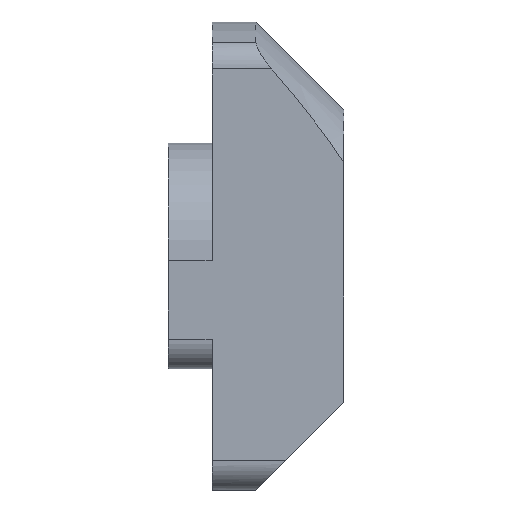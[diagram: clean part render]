
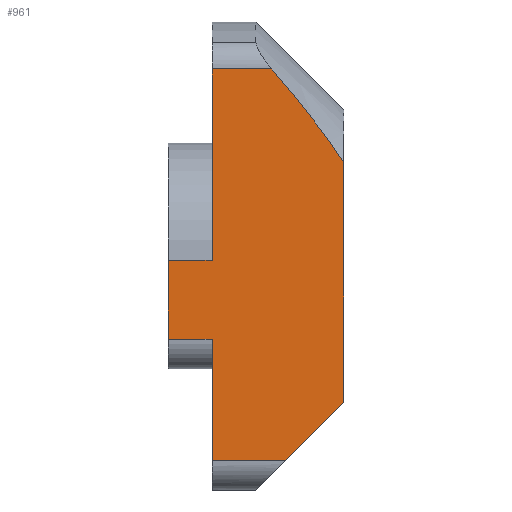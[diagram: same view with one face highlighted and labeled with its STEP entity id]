
A CAD part, left-side view. The second image highlights one B-rep face of the part: STEP entity #961.
In plain terms, the highlighted planar face has unit normal (-1, 0, 0).
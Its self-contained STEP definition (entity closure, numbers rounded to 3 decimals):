
#3 = LINE ( 'NONE', #801, #723 ) ;
#10 = CARTESIAN_POINT ( 'NONE',  ( -3.85, 0., -0.15 ) ) ;
#13 = LINE ( 'NONE', #117, #783 ) ;
#18 = VERTEX_POINT ( 'NONE', #279 ) ;
#20 = DIRECTION ( 'NONE',  ( 0., -1., 0. ) ) ;
#41 = CARTESIAN_POINT ( 'NONE',  ( -3.85, 4.5, 6.394 ) ) ;
#47 = VECTOR ( 'NONE', #525, 1000. ) ;
#53 = DIRECTION ( 'NONE',  ( 0., -0.707, 0.707 ) ) ;
#55 = CARTESIAN_POINT ( 'NONE',  ( -3.85, 2.463, 6.394 ) ) ;
#58 = CARTESIAN_POINT ( 'NONE',  ( -3.85, 0.364, 3.76 ) ) ;
#66 = VERTEX_POINT ( 'NONE', #577 ) ;
#68 = DIRECTION ( 'NONE',  ( -1., 0., 0. ) ) ;
#90 = VERTEX_POINT ( 'NONE', #582 ) ;
#99 = VECTOR ( 'NONE', #489, 1000. ) ;
#105 = EDGE_CURVE ( 'NONE', #90, #171, #180, .T. ) ;
#111 = VERTEX_POINT ( 'NONE', #593 ) ;
#117 = CARTESIAN_POINT ( 'NONE',  ( -3.85, 0., 0. ) ) ;
#122 = ORIENTED_EDGE ( 'NONE', *, *, #757, .T. ) ;
#134 = CARTESIAN_POINT ( 'NONE',  ( -3.85, 4.5, -7. ) ) ;
#148 = EDGE_CURVE ( 'NONE', #111, #930, #462, .T. ) ;
#154 = VECTOR ( 'NONE', #20, 1000. ) ;
#165 = CARTESIAN_POINT ( 'NONE',  ( -3.85, 0., -7. ) ) ;
#171 = VERTEX_POINT ( 'NONE', #134 ) ;
#176 = VECTOR ( 'NONE', #333, 1000. ) ;
#180 = LINE ( 'NONE', #41, #47 ) ;
#194 = DIRECTION ( 'NONE',  ( 0., 0., 1. ) ) ;
#208 = ORIENTED_EDGE ( 'NONE', *, *, #641, .T. ) ;
#211 = ORIENTED_EDGE ( 'NONE', *, *, #148, .T. ) ;
#220 = CARTESIAN_POINT ( 'NONE',  ( -3.85, 4.5, -0.15 ) ) ;
#256 = EDGE_LOOP ( 'NONE', ( #122, #661, #519, #463, #437, #716, #647, #208, #286, #211 ) ) ;
#278 = VECTOR ( 'NONE', #633, 1000. ) ;
#279 = CARTESIAN_POINT ( 'NONE',  ( -3.85, 0., -5. ) ) ;
#286 = ORIENTED_EDGE ( 'NONE', *, *, #558, .T. ) ;
#313 = LINE ( 'NONE', #484, #278 ) ;
#315 = DIRECTION ( 'NONE',  ( 0., -1., 0. ) ) ;
#328 = EDGE_CURVE ( 'NONE', #837, #971, #392, .T. ) ;
#333 = DIRECTION ( 'NONE',  ( 0., 0., -1. ) ) ;
#382 = EDGE_CURVE ( 'NONE', #66, #837, #605, .T. ) ;
#387 = EDGE_CURVE ( 'NONE', #90, #66, #313, .T. ) ;
#391 = VECTOR ( 'NONE', #472, 1000. ) ;
#392 = LINE ( 'NONE', #10, #927 ) ;
#396 = CARTESIAN_POINT ( 'NONE',  ( -3.85, 6., -0.15 ) ) ;
#437 = ORIENTED_EDGE ( 'NONE', *, *, #387, .F. ) ;
#449 = CARTESIAN_POINT ( 'NONE',  ( -3.85, 0., 6.394 ) ) ;
#452 = DIRECTION ( 'NONE',  ( 0., 0., 1. ) ) ;
#462 = B_SPLINE_CURVE_WITH_KNOTS ( 'NONE', 3,
 ( #673, #58, #659, #959, #954, #662 ),
 .UNSPECIFIED., .F., .F.,
 ( 4, 2, 4 ),
 ( 0., 0.002, 0.004 ),
 .UNSPECIFIED. ) ;
#463 = ORIENTED_EDGE ( 'NONE', *, *, #382, .F. ) ;
#472 = DIRECTION ( 'NONE',  ( 0., 1., 0. ) ) ;
#484 = CARTESIAN_POINT ( 'NONE',  ( -3.85, 0., -2.85 ) ) ;
#489 = DIRECTION ( 'NONE',  ( 0., 0., 1. ) ) ;
#498 = AXIS2_PLACEMENT_3D ( 'NONE', #449, #68, #452 ) ;
#519 = ORIENTED_EDGE ( 'NONE', *, *, #328, .F. ) ;
#525 = DIRECTION ( 'NONE',  ( 0., 0., -1. ) ) ;
#537 = CARTESIAN_POINT ( 'NONE',  ( -3.85, 4.5, 6.394 ) ) ;
#558 = EDGE_CURVE ( 'NONE', #18, #111, #13, .T. ) ;
#560 = FACE_OUTER_BOUND ( 'NONE', #256, .T. ) ;
#564 = CARTESIAN_POINT ( 'NONE',  ( -3.85, 4.5, 6.394 ) ) ;
#577 = CARTESIAN_POINT ( 'NONE',  ( -3.85, 6., -2.85 ) ) ;
#582 = CARTESIAN_POINT ( 'NONE',  ( -3.85, 4.5, -2.85 ) ) ;
#593 = CARTESIAN_POINT ( 'NONE',  ( -3.85, 0., 3.19 ) ) ;
#605 = LINE ( 'NONE', #636, #99 ) ;
#627 = LINE ( 'NONE', #923, #391 ) ;
#631 = VERTEX_POINT ( 'NONE', #677 ) ;
#633 = DIRECTION ( 'NONE',  ( 0., 1., 0. ) ) ;
#636 = CARTESIAN_POINT ( 'NONE',  ( -3.85, 6., 0. ) ) ;
#641 = EDGE_CURVE ( 'NONE', #631, #18, #3, .T. ) ;
#647 = ORIENTED_EDGE ( 'NONE', *, *, #852, .T. ) ;
#659 = CARTESIAN_POINT ( 'NONE',  ( -3.85, 0.764, 4.302 ) ) ;
#661 = ORIENTED_EDGE ( 'NONE', *, *, #891, .T. ) ;
#662 = CARTESIAN_POINT ( 'NONE',  ( -3.85, 2.463, 6.394 ) ) ;
#673 = CARTESIAN_POINT ( 'NONE',  ( -3.85, 0., 3.19 ) ) ;
#677 = CARTESIAN_POINT ( 'NONE',  ( -3.85, 2., -7. ) ) ;
#716 = ORIENTED_EDGE ( 'NONE', *, *, #105, .T. ) ;
#718 = VERTEX_POINT ( 'NONE', #537 ) ;
#723 = VECTOR ( 'NONE', #53, 1000. ) ;
#757 = EDGE_CURVE ( 'NONE', #930, #718, #627, .T. ) ;
#783 = VECTOR ( 'NONE', #194, 1000. ) ;
#801 = CARTESIAN_POINT ( 'NONE',  ( -3.85, 2., -7. ) ) ;
#829 = LINE ( 'NONE', #564, #176 ) ;
#837 = VERTEX_POINT ( 'NONE', #396 ) ;
#852 = EDGE_CURVE ( 'NONE', #171, #631, #854, .T. ) ;
#854 = LINE ( 'NONE', #165, #154 ) ;
#891 = EDGE_CURVE ( 'NONE', #718, #971, #829, .T. ) ;
#896 = PLANE ( 'NONE',  #498 ) ;
#923 = CARTESIAN_POINT ( 'NONE',  ( -3.85, 0., 6.394 ) ) ;
#927 = VECTOR ( 'NONE', #315, 1000. ) ;
#930 = VERTEX_POINT ( 'NONE', #55 ) ;
#954 = CARTESIAN_POINT ( 'NONE',  ( -3.85, 2.024, 5.881 ) ) ;
#959 = CARTESIAN_POINT ( 'NONE',  ( -3.85, 1.594, 5.363 ) ) ;
#961 = ADVANCED_FACE ( 'NONE', ( #560 ), #896, .T. ) ;
#971 = VERTEX_POINT ( 'NONE', #220 ) ;
